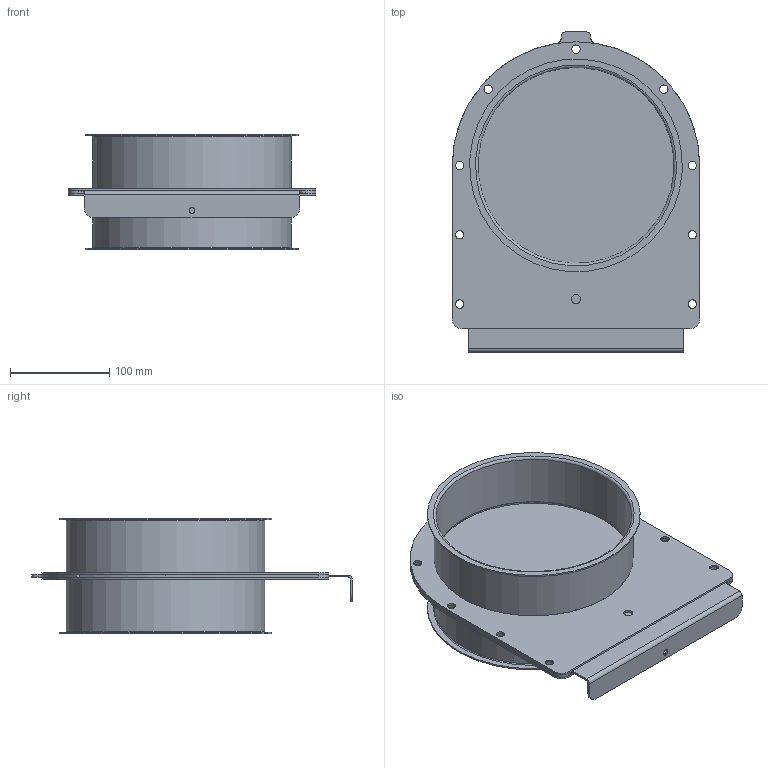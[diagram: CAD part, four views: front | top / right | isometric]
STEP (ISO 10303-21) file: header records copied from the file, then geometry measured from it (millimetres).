
FILE_DESCRIPTION(/* description */ (''),/* implementation_level */ '2;1');
FILE_NAME(/* name */ '4010017015674 - Absperrschieber d200-2mm als Flachschieber-Zusammenbau.stp',/* time_stamp */ '2015-05-28T15:00:28+02:00',/* author */ ('dpurucker'),/* organization */ (''),/* preprocessor_version */ 'ST-DEVELOPER v15.6',/* originating_system */ 'Autodesk Inventor 2015',/* authorisation */ '');
FILE_SCHEMA (('AUTOMOTIVE_DESIGN { 1 0 10303 214 3 1 1 }'));
Length unit declared in the file: millimetre
Products named in the file (8): Gehäuseplatte; Schieberstutzen; Gehäuseteil; Führung - Mitte; Führung - Seite; Gehäuseteil mit Mutter; Schieber; Absperrschieber d200-2mm als Flachschieber-Zusammenbau
Bounding box: 250 x 323.5 x 117 mm (x, y, z)
Volume: 412314.1 mm3; surface area: 459178.4 mm2
Topology: 8 solids, 8 shells, 122 faces, 300 edges, 196 vertices
Faces by surface type: cylinder 72, plane 46, torus 4
Full cylindrical faces by diameter (mm): 6 x1, 8.5 x27, 9 x2, 198 x2, 199 x2, 201 x2, 215 x2
Entity records: 2534 total; most frequent: DIRECTION 456, CARTESIAN_POINT 394, ORIENTED_EDGE 344, AXIS2_PLACEMENT_3D 188, EDGE_CURVE 172, EDGE_LOOP 138, VERTEX_POINT 126, CIRCLE 92
